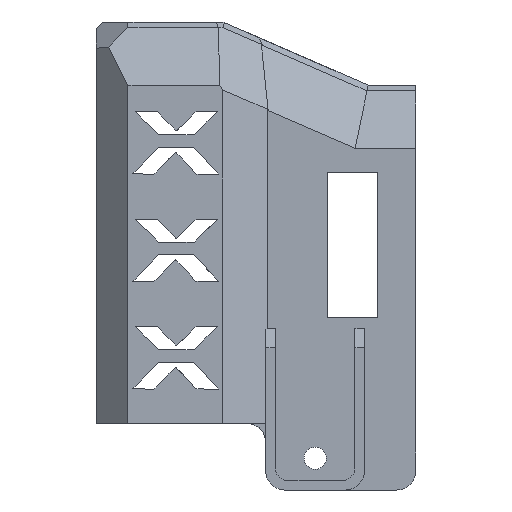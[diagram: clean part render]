
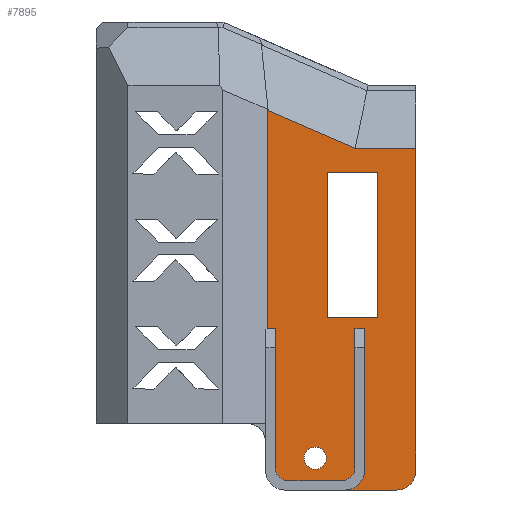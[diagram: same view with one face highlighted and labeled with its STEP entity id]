
A CAD part, left-side view. The second image highlights one B-rep face of the part: STEP entity #7895.
In plain terms, the highlighted planar face has unit normal (-1, 0, 0).
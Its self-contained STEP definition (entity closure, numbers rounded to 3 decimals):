
#57=CIRCLE('',#8242,2.);
#58=CIRCLE('',#8243,2.);
#59=CIRCLE('',#8244,3.);
#60=CIRCLE('',#8245,3.);
#61=CIRCLE('',#8246,1.75);
#111=FACE_BOUND('',#1190,.T.);
#112=FACE_BOUND('',#1191,.T.);
#424=PLANE('',#8241);
#781=FACE_OUTER_BOUND('',#1189,.T.);
#1189=EDGE_LOOP('',(#7166,#7167,#7168,#7169,#7170,#7171,#7172,#7173,#7174,
#7175,#7176,#7177,#7178,#7179,#7180));
#1190=EDGE_LOOP('',(#7181,#7182,#7183,#7184));
#1191=EDGE_LOOP('',(#7185));
#2011=LINE('',#13396,#2963);
#2014=LINE('',#13402,#2966);
#2021=LINE('',#13420,#2973);
#2106=LINE('',#13627,#3058);
#2107=LINE('',#13630,#3059);
#2108=LINE('',#13632,#3060);
#2109=LINE('',#13636,#3061);
#2110=LINE('',#13640,#3062);
#2111=LINE('',#13642,#3063);
#2112=LINE('',#13644,#3064);
#2113=LINE('',#13648,#3065);
#2114=LINE('',#13652,#3066);
#2115=LINE('',#13654,#3067);
#2116=LINE('',#13656,#3068);
#2117=LINE('',#13657,#3069);
#2963=VECTOR('',#9521,10.);
#2966=VECTOR('',#9528,10.);
#2973=VECTOR('',#9543,10.);
#3058=VECTOR('',#9710,10.);
#3059=VECTOR('',#9713,10.);
#3060=VECTOR('',#9714,10.);
#3061=VECTOR('',#9717,10.);
#3062=VECTOR('',#9720,10.);
#3063=VECTOR('',#9721,10.);
#3064=VECTOR('',#9722,10.);
#3065=VECTOR('',#9725,10.);
#3066=VECTOR('',#9728,10.);
#3067=VECTOR('',#9729,10.);
#3068=VECTOR('',#9730,10.);
#3069=VECTOR('',#9731,10.);
#3878=VERTEX_POINT('',#13393);
#3879=VERTEX_POINT('',#13395);
#3880=VERTEX_POINT('',#13401);
#3887=VERTEX_POINT('',#13419);
#3968=VERTEX_POINT('',#13625);
#3969=VERTEX_POINT('',#13629);
#3970=VERTEX_POINT('',#13631);
#3971=VERTEX_POINT('',#13633);
#3972=VERTEX_POINT('',#13635);
#3973=VERTEX_POINT('',#13637);
#3974=VERTEX_POINT('',#13639);
#3975=VERTEX_POINT('',#13641);
#3976=VERTEX_POINT('',#13643);
#3977=VERTEX_POINT('',#13645);
#3978=VERTEX_POINT('',#13647);
#3979=VERTEX_POINT('',#13650);
#3980=VERTEX_POINT('',#13651);
#3981=VERTEX_POINT('',#13653);
#3982=VERTEX_POINT('',#13655);
#3983=VERTEX_POINT('',#13658);
#4949=EDGE_CURVE('',#3878,#3879,#2011,.T.);
#4952=EDGE_CURVE('',#3879,#3880,#2014,.T.);
#4961=EDGE_CURVE('',#3880,#3887,#2021,.T.);
#5066=EDGE_CURVE('',#3968,#3878,#2106,.T.);
#5067=EDGE_CURVE('',#3969,#3968,#2107,.T.);
#5068=EDGE_CURVE('',#3969,#3970,#2108,.T.);
#5069=EDGE_CURVE('',#3970,#3971,#57,.T.);
#5070=EDGE_CURVE('',#3971,#3972,#2109,.T.);
#5071=EDGE_CURVE('',#3972,#3973,#58,.T.);
#5072=EDGE_CURVE('',#3973,#3974,#2110,.T.);
#5073=EDGE_CURVE('',#3975,#3974,#2111,.T.);
#5074=EDGE_CURVE('',#3975,#3976,#2112,.T.);
#5075=EDGE_CURVE('',#3976,#3977,#59,.T.);
#5076=EDGE_CURVE('',#3977,#3978,#2113,.T.);
#5077=EDGE_CURVE('',#3887,#3978,#60,.T.);
#5078=EDGE_CURVE('',#3979,#3980,#2114,.F.);
#5079=EDGE_CURVE('',#3981,#3979,#2115,.F.);
#5080=EDGE_CURVE('',#3982,#3981,#2116,.T.);
#5081=EDGE_CURVE('',#3980,#3982,#2117,.F.);
#5082=EDGE_CURVE('',#3983,#3983,#61,.T.);
#7166=ORIENTED_EDGE('',*,*,#4949,.F.);
#7167=ORIENTED_EDGE('',*,*,#5066,.F.);
#7168=ORIENTED_EDGE('',*,*,#5067,.F.);
#7169=ORIENTED_EDGE('',*,*,#5068,.T.);
#7170=ORIENTED_EDGE('',*,*,#5069,.T.);
#7171=ORIENTED_EDGE('',*,*,#5070,.T.);
#7172=ORIENTED_EDGE('',*,*,#5071,.T.);
#7173=ORIENTED_EDGE('',*,*,#5072,.T.);
#7174=ORIENTED_EDGE('',*,*,#5073,.F.);
#7175=ORIENTED_EDGE('',*,*,#5074,.T.);
#7176=ORIENTED_EDGE('',*,*,#5075,.T.);
#7177=ORIENTED_EDGE('',*,*,#5076,.T.);
#7178=ORIENTED_EDGE('',*,*,#5077,.F.);
#7179=ORIENTED_EDGE('',*,*,#4961,.F.);
#7180=ORIENTED_EDGE('',*,*,#4952,.F.);
#7181=ORIENTED_EDGE('',*,*,#5078,.F.);
#7182=ORIENTED_EDGE('',*,*,#5079,.F.);
#7183=ORIENTED_EDGE('',*,*,#5080,.F.);
#7184=ORIENTED_EDGE('',*,*,#5081,.F.);
#7185=ORIENTED_EDGE('',*,*,#5082,.F.);
#7895=ADVANCED_FACE('',(#781,#111,#112),#424,.T.);
#8241=AXIS2_PLACEMENT_3D('',#13628,#9711,#9712);
#8242=AXIS2_PLACEMENT_3D('',#13634,#9715,#9716);
#8243=AXIS2_PLACEMENT_3D('',#13638,#9718,#9719);
#8244=AXIS2_PLACEMENT_3D('',#13646,#9723,#9724);
#8245=AXIS2_PLACEMENT_3D('',#13649,#9726,#9727);
#8246=AXIS2_PLACEMENT_3D('',#13659,#9732,#9733);
#9521=DIRECTION('',(0.,-0.917,-0.399));
#9528=DIRECTION('',(0.,-1.,0.));
#9543=DIRECTION('',(0.,0.,-1.));
#9710=DIRECTION('',(0.,0.,1.));
#9711=DIRECTION('center_axis',(-1.,0.,0.));
#9712=DIRECTION('ref_axis',(0.,0.,1.));
#9713=DIRECTION('',(0.,1.,0.));
#9714=DIRECTION('',(0.,0.,-1.));
#9715=DIRECTION('center_axis',(-1.,0.,0.));
#9716=DIRECTION('ref_axis',(0.,0.,-1.));
#9717=DIRECTION('',(0.,-1.,0.));
#9718=DIRECTION('center_axis',(-1.,0.,0.));
#9719=DIRECTION('ref_axis',(0.,-1.,0.));
#9720=DIRECTION('',(0.,0.,1.));
#9721=DIRECTION('',(0.,1.,0.));
#9722=DIRECTION('',(0.,0.,-1.));
#9723=DIRECTION('center_axis',(1.,0.,0.));
#9724=DIRECTION('ref_axis',(0.,-1.,0.));
#9725=DIRECTION('',(0.,-1.,0.));
#9726=DIRECTION('center_axis',(1.,0.,0.));
#9727=DIRECTION('ref_axis',(0.,-0.707,-0.707));
#9728=DIRECTION('',(0.,-1.,0.));
#9729=DIRECTION('',(0.,0.,-1.));
#9730=DIRECTION('',(0.,-1.,0.));
#9731=DIRECTION('',(0.,0.,1.));
#9732=DIRECTION('center_axis',(-1.,0.,0.));
#9733=DIRECTION('ref_axis',(0.,1.,0.));
#13393=CARTESIAN_POINT('',(-34.4,70.5,49.552));
#13395=CARTESIAN_POINT('',(-34.4,56.58,43.5));
#13396=CARTESIAN_POINT('',(-34.4,56.929,43.652));
#13401=CARTESIAN_POINT('',(-34.4,47.,43.5));
#13402=CARTESIAN_POINT('',(-34.4,73.125,43.5));
#13419=CARTESIAN_POINT('',(-34.4,47.,-7.525));
#13420=CARTESIAN_POINT('',(-34.4,47.,24.119));
#13625=CARTESIAN_POINT('',(-34.4,70.5,15.));
#13627=CARTESIAN_POINT('',(-34.4,70.5,29.25));
#13628=CARTESIAN_POINT('Origin',(-34.4,48.75,26.75));
#13629=CARTESIAN_POINT('',(-34.4,69.2,15.));
#13630=CARTESIAN_POINT('',(-34.4,59.725,15.));
#13631=CARTESIAN_POINT('',(-34.4,69.2,-7.025));
#13632=CARTESIAN_POINT('',(-34.4,69.2,19.375));
#13633=CARTESIAN_POINT('',(-34.4,67.2,-9.025));
#13634=CARTESIAN_POINT('Origin',(-34.4,67.2,-7.025));
#13635=CARTESIAN_POINT('',(-34.4,58.6,-9.025));
#13636=CARTESIAN_POINT('',(-34.4,57.975,-9.025));
#13637=CARTESIAN_POINT('',(-34.4,56.6,-7.025));
#13638=CARTESIAN_POINT('Origin',(-34.4,58.6,-7.025));
#13639=CARTESIAN_POINT('',(-34.4,56.6,15.));
#13640=CARTESIAN_POINT('',(-34.4,56.6,9.863));
#13641=CARTESIAN_POINT('',(-34.4,55.1,15.));
#13642=CARTESIAN_POINT('',(-34.4,52.675,15.));
#13643=CARTESIAN_POINT('',(-34.4,55.1,-7.525));
#13644=CARTESIAN_POINT('',(-34.4,55.1,19.375));
#13645=CARTESIAN_POINT('',(-34.4,58.1,-10.525));
#13646=CARTESIAN_POINT('Origin',(-34.4,58.1,-7.525));
#13647=CARTESIAN_POINT('',(-34.4,50.,-10.525));
#13648=CARTESIAN_POINT('',(-34.4,67.9,-10.525));
#13649=CARTESIAN_POINT('Origin',(-34.4,50.,-7.525));
#13650=CARTESIAN_POINT('',(-34.4,53.,39.7));
#13651=CARTESIAN_POINT('',(-34.4,61.,39.7));
#13652=CARTESIAN_POINT('',(-34.4,50.,39.7));
#13653=CARTESIAN_POINT('',(-34.4,53.,16.7));
#13654=CARTESIAN_POINT('',(-34.4,53.,17.975));
#13655=CARTESIAN_POINT('',(-34.4,61.,16.7));
#13656=CARTESIAN_POINT('',(-34.4,50.,16.7));
#13657=CARTESIAN_POINT('',(-34.4,61.,17.975));
#13658=CARTESIAN_POINT('',(-34.4,61.15,-5.525));
#13659=CARTESIAN_POINT('Origin',(-34.4,62.9,-5.525));
